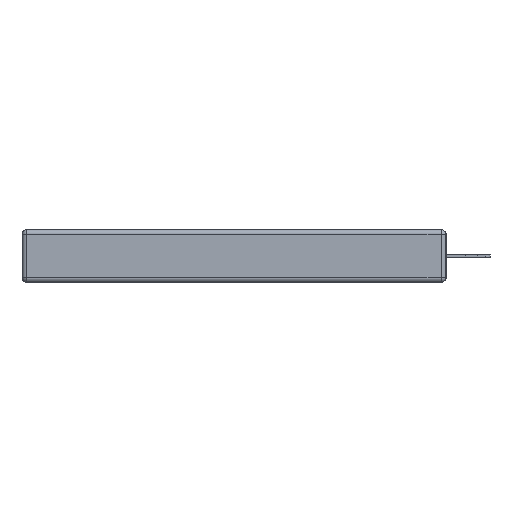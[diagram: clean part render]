
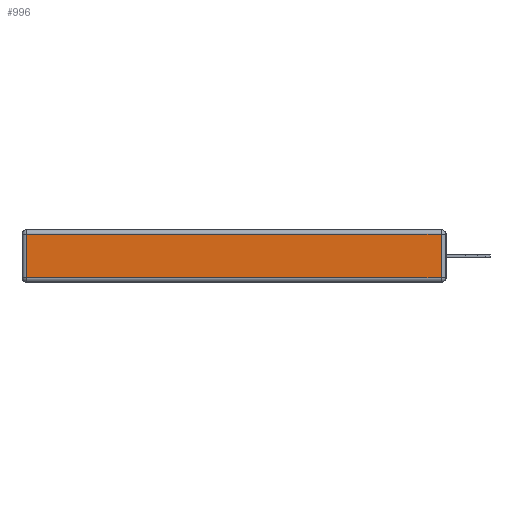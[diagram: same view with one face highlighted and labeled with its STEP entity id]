
A CAD part, left-side view. The second image highlights one B-rep face of the part: STEP entity #996.
In plain terms, the highlighted planar face has unit normal (-1, 0, 0).
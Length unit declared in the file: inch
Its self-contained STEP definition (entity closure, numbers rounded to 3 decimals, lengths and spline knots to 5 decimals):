
#417 = CARTESIAN_POINT ( 'NONE',  ( 0., 2.75, -0.03 ) ) ;
#996 = ADVANCED_FACE ( 'NONE', ( #20063 ), #6393, .T. ) ;
#2356 = LINE ( 'NONE', #417, #10250 ) ;
#2824 = VECTOR ( 'NONE', #17718, 39.37008 ) ;
#3982 = ORIENTED_EDGE ( 'NONE', *, *, #22602, .T. ) ;
#5144 = ORIENTED_EDGE ( 'NONE', *, *, #15124, .T. ) ;
#6308 = AXIS2_PLACEMENT_3D ( 'NONE', #26882, #26981, #22566 ) ;
#6393 = PLANE ( 'NONE',  #6308 ) ;
#7690 = ORIENTED_EDGE ( 'NONE', *, *, #23063, .T. ) ;
#7792 = CARTESIAN_POINT ( 'NONE',  ( 0., 0.03, -0.03 ) ) ;
#7885 = CARTESIAN_POINT ( 'NONE',  ( 0., 2.72, -0.313 ) ) ;
#9724 = VECTOR ( 'NONE', #25564, 39.37008 ) ;
#9781 = ORIENTED_EDGE ( 'NONE', *, *, #24296, .T. ) ;
#10250 = VECTOR ( 'NONE', #16617, 39.37008 ) ;
#12050 = CARTESIAN_POINT ( 'NONE',  ( 0., 2.72, -0.03 ) ) ;
#14906 = VERTEX_POINT ( 'NONE', #7885 ) ;
#15124 = EDGE_CURVE ( 'NONE', #14906, #27704, #26436, .T. ) ;
#16617 = DIRECTION ( 'NONE',  ( 0., 1., 0. ) ) ;
#17420 = DIRECTION ( 'NONE',  ( 0., 0., 1. ) ) ;
#17633 = VECTOR ( 'NONE', #17420, 39.37008 ) ;
#17718 = DIRECTION ( 'NONE',  ( 0., 0., -1. ) ) ;
#18939 = CARTESIAN_POINT ( 'NONE',  ( 0., 0., -0.313 ) ) ;
#20063 = FACE_OUTER_BOUND ( 'NONE', #22408, .T. ) ;
#21635 = LINE ( 'NONE', #26229, #2824 ) ;
#22408 = EDGE_LOOP ( 'NONE', ( #5144, #9781, #3982, #7690 ) ) ;
#22566 = DIRECTION ( 'NONE',  ( 0., 0., 1. ) ) ;
#22602 = EDGE_CURVE ( 'NONE', #25312, #28568, #2356, .T. ) ;
#23063 = EDGE_CURVE ( 'NONE', #28568, #14906, #21635, .T. ) ;
#23727 = CARTESIAN_POINT ( 'NONE',  ( 0., 0.03, -0.313 ) ) ;
#24296 = EDGE_CURVE ( 'NONE', #27704, #25312, #24536, .T. ) ;
#24536 = LINE ( 'NONE', #26474, #17633 ) ;
#25312 = VERTEX_POINT ( 'NONE', #7792 ) ;
#25564 = DIRECTION ( 'NONE',  ( 0., -1., 0. ) ) ;
#26229 = CARTESIAN_POINT ( 'NONE',  ( 0., 2.72, -0.343 ) ) ;
#26436 = LINE ( 'NONE', #18939, #9724 ) ;
#26474 = CARTESIAN_POINT ( 'NONE',  ( 0., 0.03, -0.343 ) ) ;
#26882 = CARTESIAN_POINT ( 'NONE',  ( 0., 0., -0.343 ) ) ;
#26981 = DIRECTION ( 'NONE',  ( -1., 0., 0. ) ) ;
#27704 = VERTEX_POINT ( 'NONE', #23727 ) ;
#28568 = VERTEX_POINT ( 'NONE', #12050 ) ;
